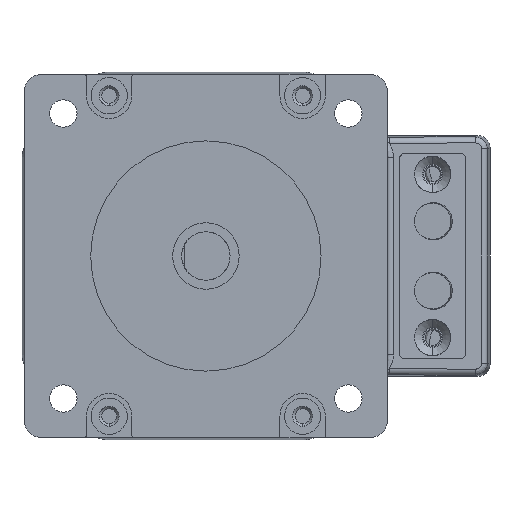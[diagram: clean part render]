
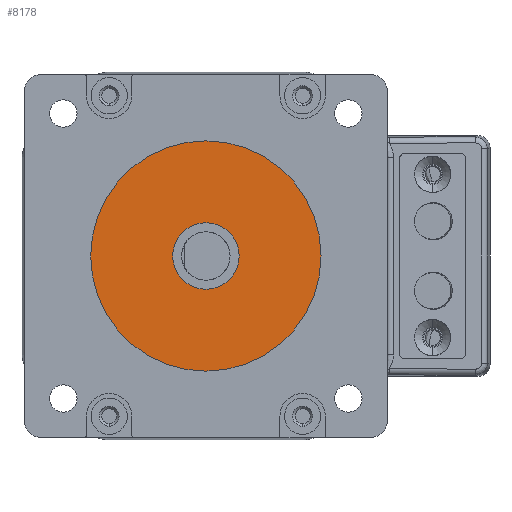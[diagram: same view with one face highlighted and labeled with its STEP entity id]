
A CAD part, front view. The second image highlights one B-rep face of the part: STEP entity #8178.
In plain terms, the highlighted face is planar.
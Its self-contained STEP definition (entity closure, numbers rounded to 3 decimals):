
#65 = CIRCLE ( 'NONE', #29587, 19.05 ) ;
#596 = CIRCLE ( 'NONE', #10666, 5.5 ) ;
#1327 = AXIS2_PLACEMENT_3D ( 'NONE', #34008, #33713, #33678 ) ;
#1375 = CARTESIAN_POINT ( 'NONE',  ( -5.5, 0., -1.2 ) ) ;
#2825 = ORIENTED_EDGE ( 'NONE', *, *, #32988, .T. ) ;
#3189 = VERTEX_POINT ( 'NONE', #12148 ) ;
#3436 = CARTESIAN_POINT ( 'NONE',  ( 0., 0., -1.2 ) ) ;
#4737 = EDGE_LOOP ( 'NONE', ( #11857, #43107 ) ) ;
#7014 = DIRECTION ( 'NONE',  ( 0., 0., -1. ) ) ;
#7221 = DIRECTION ( 'NONE',  ( 1., 0., 0. ) ) ;
#8178 = ADVANCED_FACE ( 'NONE', ( #33886, #23826 ), #37388, .T. ) ;
#10082 = EDGE_LOOP ( 'NONE', ( #35386, #2825 ) ) ;
#10666 = AXIS2_PLACEMENT_3D ( 'NONE', #18265, #44862, #22079 ) ;
#11111 = EDGE_CURVE ( 'NONE', #26027, #42019, #21889, .T. ) ;
#11857 = ORIENTED_EDGE ( 'NONE', *, *, #11111, .T. ) ;
#12148 = CARTESIAN_POINT ( 'NONE',  ( 19.05, 0., -1.2 ) ) ;
#14727 = CARTESIAN_POINT ( 'NONE',  ( 0., 0., -1.2 ) ) ;
#14761 = VERTEX_POINT ( 'NONE', #36344 ) ;
#18265 = CARTESIAN_POINT ( 'NONE',  ( 0., 0., -1.2 ) ) ;
#18497 = DIRECTION ( 'NONE',  ( -1., 0., 0. ) ) ;
#18571 = CARTESIAN_POINT ( 'NONE',  ( 5.5, 0., -1.2 ) ) ;
#21889 = CIRCLE ( 'NONE', #48408, 5.5 ) ;
#22079 = DIRECTION ( 'NONE',  ( 1., 0., 0. ) ) ;
#23826 = FACE_OUTER_BOUND ( 'NONE', #10082, .T. ) ;
#26027 = VERTEX_POINT ( 'NONE', #18571 ) ;
#28012 = EDGE_CURVE ( 'NONE', #14761, #3189, #47069, .T. ) ;
#29579 = CARTESIAN_POINT ( 'NONE',  ( 0., 0., -1.2 ) ) ;
#29587 = AXIS2_PLACEMENT_3D ( 'NONE', #29579, #7014, #33401 ) ;
#29786 = DIRECTION ( 'NONE',  ( 0., 0., 1. ) ) ;
#32988 = EDGE_CURVE ( 'NONE', #3189, #14761, #65, .T. ) ;
#33401 = DIRECTION ( 'NONE',  ( -1., 0., 0. ) ) ;
#33678 = DIRECTION ( 'NONE',  ( -1., 0., 0. ) ) ;
#33713 = DIRECTION ( 'NONE',  ( 0., 0., -1. ) ) ;
#33884 = EDGE_CURVE ( 'NONE', #42019, #26027, #596, .T. ) ;
#33886 = FACE_BOUND ( 'NONE', #4737, .T. ) ;
#34008 = CARTESIAN_POINT ( 'NONE',  ( 0., 0., -1.2 ) ) ;
#35386 = ORIENTED_EDGE ( 'NONE', *, *, #28012, .T. ) ;
#36344 = CARTESIAN_POINT ( 'NONE',  ( -19.05, 0., -1.2 ) ) ;
#37388 = PLANE ( 'NONE',  #1327 ) ;
#41279 = DIRECTION ( 'NONE',  ( 0., 0., -1. ) ) ;
#42019 = VERTEX_POINT ( 'NONE', #1375 ) ;
#42255 = AXIS2_PLACEMENT_3D ( 'NONE', #14727, #41279, #18497 ) ;
#43107 = ORIENTED_EDGE ( 'NONE', *, *, #33884, .T. ) ;
#44862 = DIRECTION ( 'NONE',  ( 0., 0., 1. ) ) ;
#47069 = CIRCLE ( 'NONE', #42255, 19.05 ) ;
#48408 = AXIS2_PLACEMENT_3D ( 'NONE', #3436, #29786, #7221 ) ;
